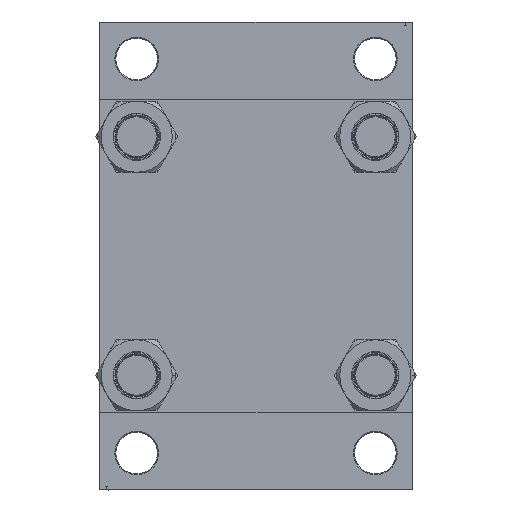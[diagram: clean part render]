
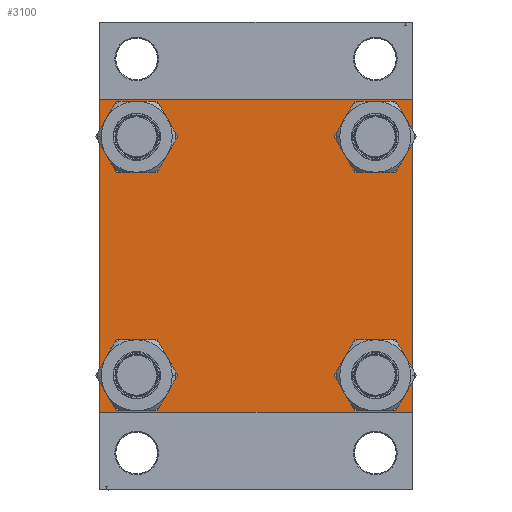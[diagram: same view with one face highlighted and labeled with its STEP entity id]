
A CAD part, left-side view. The second image highlights one B-rep face of the part: STEP entity #3100.
In plain terms, the highlighted planar face has unit normal (-1, 0, 0).
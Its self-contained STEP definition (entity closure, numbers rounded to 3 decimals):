
#790 = FACE_BOUND ( 'NONE', #33400, .T. ) ;
#843 = CARTESIAN_POINT ( 'NONE',  ( 0., -62.95, 62.95 ) ) ;
#1719 = DIRECTION ( 'NONE',  ( 1., 0., 0. ) ) ;
#1907 = CARTESIAN_POINT ( 'NONE',  ( 0., -82.25, -82.25 ) ) ;
#2140 = CARTESIAN_POINT ( 'NONE',  ( 0., 82.5, 82.5 ) ) ;
#2514 = VECTOR ( 'NONE', #33024, 1000. ) ;
#2586 = CARTESIAN_POINT ( 'NONE',  ( 0., 62.95, 62.95 ) ) ;
#2851 = LINE ( 'NONE', #32636, #35788 ) ;
#2877 = EDGE_LOOP ( 'NONE', ( #6450, #46080 ) ) ;
#2883 = EDGE_CURVE ( 'NONE', #30538, #11050, #44271, .T. ) ;
#3100 = ADVANCED_FACE ( 'NONE', ( #34245, #790, #15643, #30545, #26884 ), #41813, .T. ) ;
#3238 = LINE ( 'NONE', #18105, #2514 ) ;
#3712 = CARTESIAN_POINT ( 'NONE',  ( 0., 82.25, -82.25 ) ) ;
#3814 = ORIENTED_EDGE ( 'NONE', *, *, #32546, .T. ) ;
#4438 = DIRECTION ( 'NONE',  ( 1., 0., 0. ) ) ;
#4576 = VERTEX_POINT ( 'NONE', #36459 ) ;
#4627 = VECTOR ( 'NONE', #16886, 1000. ) ;
#5012 = CARTESIAN_POINT ( 'NONE',  ( 0., 62.95, 51.45 ) ) ;
#5373 = CARTESIAN_POINT ( 'NONE',  ( 0., 62.95, 62.95 ) ) ;
#5523 = EDGE_CURVE ( 'NONE', #25481, #7311, #36307, .T. ) ;
#5923 = EDGE_CURVE ( 'NONE', #7311, #25481, #33873, .T. ) ;
#6158 = CARTESIAN_POINT ( 'NONE',  ( 0., 82.25, 82.25 ) ) ;
#6450 = ORIENTED_EDGE ( 'NONE', *, *, #17612, .T. ) ;
#6745 = EDGE_CURVE ( 'NONE', #40341, #7223, #29509, .T. ) ;
#7223 = VERTEX_POINT ( 'NONE', #9870 ) ;
#7257 = EDGE_CURVE ( 'NONE', #32843, #7223, #46795, .T. ) ;
#7264 = DIRECTION ( 'NONE',  ( 0., 0., 1. ) ) ;
#7311 = VERTEX_POINT ( 'NONE', #40165 ) ;
#7554 = EDGE_CURVE ( 'NONE', #44603, #45247, #44259, .T. ) ;
#7809 = CARTESIAN_POINT ( 'NONE',  ( 0., 62.95, 74.45 ) ) ;
#8153 = VECTOR ( 'NONE', #24520, 1000. ) ;
#8173 = CARTESIAN_POINT ( 'NONE',  ( 0., -62.95, 51.45 ) ) ;
#8330 = CARTESIAN_POINT ( 'NONE',  ( 0., 0., 0. ) ) ;
#8449 = CIRCLE ( 'NONE', #12341, 11.5 ) ;
#8734 = EDGE_CURVE ( 'NONE', #25827, #43734, #28487, .T. ) ;
#9278 = CARTESIAN_POINT ( 'NONE',  ( 0., -62.95, -62.95 ) ) ;
#9385 = EDGE_CURVE ( 'NONE', #29631, #23226, #19176, .T. ) ;
#9555 = DIRECTION ( 'NONE',  ( 1., 0., 0. ) ) ;
#9575 = LINE ( 'NONE', #6158, #4627 ) ;
#9870 = CARTESIAN_POINT ( 'NONE',  ( 0., -82.5, -82. ) ) ;
#9918 = LINE ( 'NONE', #2140, #36991 ) ;
#10442 = AXIS2_PLACEMENT_3D ( 'NONE', #25817, #15308, #7264 ) ;
#10832 = VERTEX_POINT ( 'NONE', #7809 ) ;
#11050 = VERTEX_POINT ( 'NONE', #32682 ) ;
#11070 = ORIENTED_EDGE ( 'NONE', *, *, #7257, .F. ) ;
#11327 = AXIS2_PLACEMENT_3D ( 'NONE', #46714, #9555, #24444 ) ;
#12341 = AXIS2_PLACEMENT_3D ( 'NONE', #5373, #35892, #12678 ) ;
#12620 = ORIENTED_EDGE ( 'NONE', *, *, #34605, .T. ) ;
#12678 = DIRECTION ( 'NONE',  ( 0., 0., 1. ) ) ;
#13073 = VERTEX_POINT ( 'NONE', #5012 ) ;
#13252 = DIRECTION ( 'NONE',  ( 0., 0., 1. ) ) ;
#13408 = CARTESIAN_POINT ( 'NONE',  ( 0., -82., 82.5 ) ) ;
#14951 = AXIS2_PLACEMENT_3D ( 'NONE', #2586, #17687, #40432 ) ;
#15308 = DIRECTION ( 'NONE',  ( 1., 0., 0. ) ) ;
#15643 = FACE_BOUND ( 'NONE', #37600, .T. ) ;
#15927 = EDGE_CURVE ( 'NONE', #32843, #45247, #2851, .T. ) ;
#16542 = ORIENTED_EDGE ( 'NONE', *, *, #6745, .T. ) ;
#16637 = EDGE_CURVE ( 'NONE', #44603, #4576, #9575, .T. ) ;
#16721 = AXIS2_PLACEMENT_3D ( 'NONE', #8330, #34478, #45722 ) ;
#16886 = DIRECTION ( 'NONE',  ( 0., 0.707, -0.707 ) ) ;
#17612 = EDGE_CURVE ( 'NONE', #43734, #25827, #36617, .T. ) ;
#17687 = DIRECTION ( 'NONE',  ( 1., 0., 0. ) ) ;
#17707 = DIRECTION ( 'NONE',  ( 0., 0., -1. ) ) ;
#17871 = ORIENTED_EDGE ( 'NONE', *, *, #16637, .T. ) ;
#17963 = CARTESIAN_POINT ( 'NONE',  ( 0., -82.5, 82. ) ) ;
#18105 = CARTESIAN_POINT ( 'NONE',  ( 0., 82.5, -82.5 ) ) ;
#18221 = VECTOR ( 'NONE', #29587, 1000. ) ;
#18451 = ORIENTED_EDGE ( 'NONE', *, *, #26612, .T. ) ;
#19176 = CIRCLE ( 'NONE', #41795, 11.5 ) ;
#19264 = ORIENTED_EDGE ( 'NONE', *, *, #15927, .T. ) ;
#19377 = DIRECTION ( 'NONE',  ( 1., 0., 0. ) ) ;
#20193 = CARTESIAN_POINT ( 'NONE',  ( 0., 62.95, -74.45 ) ) ;
#20540 = CIRCLE ( 'NONE', #21299, 11.5 ) ;
#20590 = CARTESIAN_POINT ( 'NONE',  ( 0., -62.95, -74.45 ) ) ;
#21299 = AXIS2_PLACEMENT_3D ( 'NONE', #9278, #1719, #43227 ) ;
#21835 = ORIENTED_EDGE ( 'NONE', *, *, #2883, .T. ) ;
#22242 = DIRECTION ( 'NONE',  ( 0., -1., 0. ) ) ;
#22306 = ORIENTED_EDGE ( 'NONE', *, *, #5523, .T. ) ;
#23226 = VERTEX_POINT ( 'NONE', #30251 ) ;
#23553 = ORIENTED_EDGE ( 'NONE', *, *, #9385, .T. ) ;
#24085 = ORIENTED_EDGE ( 'NONE', *, *, #5923, .T. ) ;
#24444 = DIRECTION ( 'NONE',  ( 0., 0., 1. ) ) ;
#24520 = DIRECTION ( 'NONE',  ( 0., 0., -1. ) ) ;
#25481 = VERTEX_POINT ( 'NONE', #20193 ) ;
#25817 = CARTESIAN_POINT ( 'NONE',  ( 0., 62.95, -62.95 ) ) ;
#25827 = VERTEX_POINT ( 'NONE', #8173 ) ;
#26445 = CARTESIAN_POINT ( 'NONE',  ( 0., -62.95, 74.45 ) ) ;
#26612 = EDGE_CURVE ( 'NONE', #11050, #40341, #3238, .T. ) ;
#26642 = CIRCLE ( 'NONE', #14951, 11.5 ) ;
#26884 = FACE_OUTER_BOUND ( 'NONE', #37755, .T. ) ;
#27926 = CARTESIAN_POINT ( 'NONE',  ( 0., -82., -82.5 ) ) ;
#27941 = CARTESIAN_POINT ( 'NONE',  ( 0., 82.5, -82. ) ) ;
#28487 = CIRCLE ( 'NONE', #47235, 11.5 ) ;
#28960 = DIRECTION ( 'NONE',  ( 0., 0.707, 0.707 ) ) ;
#29289 = EDGE_CURVE ( 'NONE', #10832, #13073, #26642, .T. ) ;
#29509 = LINE ( 'NONE', #1907, #33905 ) ;
#29587 = DIRECTION ( 'NONE',  ( 0., -0.707, -0.707 ) ) ;
#29631 = VERTEX_POINT ( 'NONE', #20590 ) ;
#30251 = CARTESIAN_POINT ( 'NONE',  ( 0., -62.95, -51.45 ) ) ;
#30369 = AXIS2_PLACEMENT_3D ( 'NONE', #843, #19377, #32286 ) ;
#30538 = VERTEX_POINT ( 'NONE', #27941 ) ;
#30545 = FACE_BOUND ( 'NONE', #40247, .T. ) ;
#31036 = DIRECTION ( 'NONE',  ( 0., 0., 1. ) ) ;
#31274 = CARTESIAN_POINT ( 'NONE',  ( 0., -62.95, 62.95 ) ) ;
#32286 = DIRECTION ( 'NONE',  ( 0., 0., 1. ) ) ;
#32546 = EDGE_CURVE ( 'NONE', #23226, #29631, #20540, .T. ) ;
#32636 = CARTESIAN_POINT ( 'NONE',  ( 0., -82.25, 82.25 ) ) ;
#32682 = CARTESIAN_POINT ( 'NONE',  ( 0., 82., -82.5 ) ) ;
#32843 = VERTEX_POINT ( 'NONE', #17963 ) ;
#33024 = DIRECTION ( 'NONE',  ( 0., -1., 0. ) ) ;
#33131 = VECTOR ( 'NONE', #22242, 1000. ) ;
#33400 = EDGE_LOOP ( 'NONE', ( #3814, #23553 ) ) ;
#33873 = CIRCLE ( 'NONE', #10442, 11.5 ) ;
#33905 = VECTOR ( 'NONE', #38309, 1000. ) ;
#34245 = FACE_BOUND ( 'NONE', #2877, .T. ) ;
#34478 = DIRECTION ( 'NONE',  ( -1., 0., 0. ) ) ;
#34605 = EDGE_CURVE ( 'NONE', #4576, #30538, #9918, .T. ) ;
#35263 = DIRECTION ( 'NONE',  ( 1., 0., 0. ) ) ;
#35788 = VECTOR ( 'NONE', #28960, 1000. ) ;
#35892 = DIRECTION ( 'NONE',  ( 1., 0., 0. ) ) ;
#36307 = CIRCLE ( 'NONE', #11327, 11.5 ) ;
#36459 = CARTESIAN_POINT ( 'NONE',  ( 0., 82.5, 82. ) ) ;
#36617 = CIRCLE ( 'NONE', #30369, 11.5 ) ;
#36991 = VECTOR ( 'NONE', #17707, 1000. ) ;
#37600 = EDGE_LOOP ( 'NONE', ( #24085, #22306 ) ) ;
#37755 = EDGE_LOOP ( 'NONE', ( #12620, #21835, #18451, #16542, #11070, #19264, #47562, #17871 ) ) ;
#38309 = DIRECTION ( 'NONE',  ( 0., -0.707, 0.707 ) ) ;
#38457 = CARTESIAN_POINT ( 'NONE',  ( 0., -62.95, -62.95 ) ) ;
#39693 = CARTESIAN_POINT ( 'NONE',  ( 0., -82.5, 82.5 ) ) ;
#40104 = CARTESIAN_POINT ( 'NONE',  ( 0., 82.5, 82.5 ) ) ;
#40165 = CARTESIAN_POINT ( 'NONE',  ( 0., 62.95, -51.45 ) ) ;
#40247 = EDGE_LOOP ( 'NONE', ( #48080, #47023 ) ) ;
#40341 = VERTEX_POINT ( 'NONE', #27926 ) ;
#40432 = DIRECTION ( 'NONE',  ( 0., 0., 1. ) ) ;
#41795 = AXIS2_PLACEMENT_3D ( 'NONE', #38457, #35263, #13252 ) ;
#41813 = PLANE ( 'NONE',  #16721 ) ;
#42387 = CARTESIAN_POINT ( 'NONE',  ( 0., 82., 82.5 ) ) ;
#43227 = DIRECTION ( 'NONE',  ( 0., 0., 1. ) ) ;
#43734 = VERTEX_POINT ( 'NONE', #26445 ) ;
#44259 = LINE ( 'NONE', #40104, #33131 ) ;
#44271 = LINE ( 'NONE', #3712, #18221 ) ;
#44603 = VERTEX_POINT ( 'NONE', #42387 ) ;
#45247 = VERTEX_POINT ( 'NONE', #13408 ) ;
#45722 = DIRECTION ( 'NONE',  ( 0., 0., 1. ) ) ;
#46080 = ORIENTED_EDGE ( 'NONE', *, *, #8734, .T. ) ;
#46714 = CARTESIAN_POINT ( 'NONE',  ( 0., 62.95, -62.95 ) ) ;
#46795 = LINE ( 'NONE', #39693, #8153 ) ;
#46956 = EDGE_CURVE ( 'NONE', #13073, #10832, #8449, .T. ) ;
#47023 = ORIENTED_EDGE ( 'NONE', *, *, #46956, .T. ) ;
#47235 = AXIS2_PLACEMENT_3D ( 'NONE', #31274, #4438, #31036 ) ;
#47562 = ORIENTED_EDGE ( 'NONE', *, *, #7554, .F. ) ;
#48080 = ORIENTED_EDGE ( 'NONE', *, *, #29289, .T. ) ;
